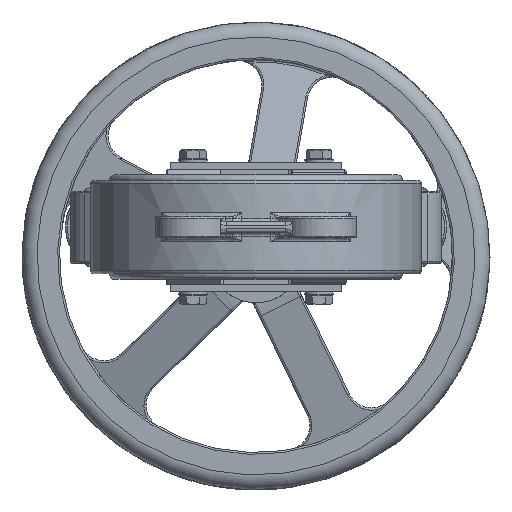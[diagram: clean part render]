
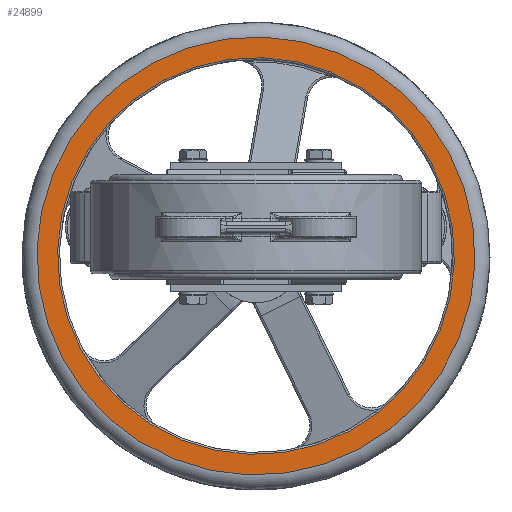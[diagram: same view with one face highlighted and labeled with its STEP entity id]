
A CAD part, front view. The second image highlights one B-rep face of the part: STEP entity #24899.
In plain terms, the highlighted face is planar.
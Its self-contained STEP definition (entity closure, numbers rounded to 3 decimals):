
#4273=FACE_BOUND('',#8346,.T.);
#6775=FACE_OUTER_BOUND('',#8345,.T.);
#8345=EDGE_LOOP('',(#20575));
#8346=EDGE_LOOP('',(#20576));
#9902=CIRCLE('',#27500,110.24);
#9904=CIRCLE('',#27503,121.68);
#12025=VERTEX_POINT('',#46315);
#12026=VERTEX_POINT('',#46319);
#15009=EDGE_CURVE('',#12025,#12025,#9902,.T.);
#15011=EDGE_CURVE('',#12026,#12026,#9904,.T.);
#20575=ORIENTED_EDGE('',*,*,#15011,.F.);
#20576=ORIENTED_EDGE('',*,*,#15009,.F.);
#23868=PLANE('',#27502);
#24899=ADVANCED_FACE('',(#6775,#4273),#23868,.T.);
#27500=AXIS2_PLACEMENT_3D('',#46316,#33055,#33056);
#27502=AXIS2_PLACEMENT_3D('',#46318,#33059,#33060);
#27503=AXIS2_PLACEMENT_3D('',#46320,#33061,#33062);
#33055=DIRECTION('center_axis',(0.,0.,-1.));
#33056=DIRECTION('ref_axis',(0.,1.,0.));
#33059=DIRECTION('center_axis',(0.,0.,-1.));
#33060=DIRECTION('ref_axis',(-1.,0.,0.));
#33061=DIRECTION('center_axis',(0.,0.,1.));
#33062=DIRECTION('ref_axis',(0.,1.,0.));
#46315=CARTESIAN_POINT('',(-110.64,4.151,21.943));
#46316=CARTESIAN_POINT('Origin',(-0.4,4.151,21.943));
#46318=CARTESIAN_POINT('Origin',(-0.4,-125.849,21.943));
#46319=CARTESIAN_POINT('',(-122.08,4.151,21.943));
#46320=CARTESIAN_POINT('Origin',(-0.4,4.151,21.943));
